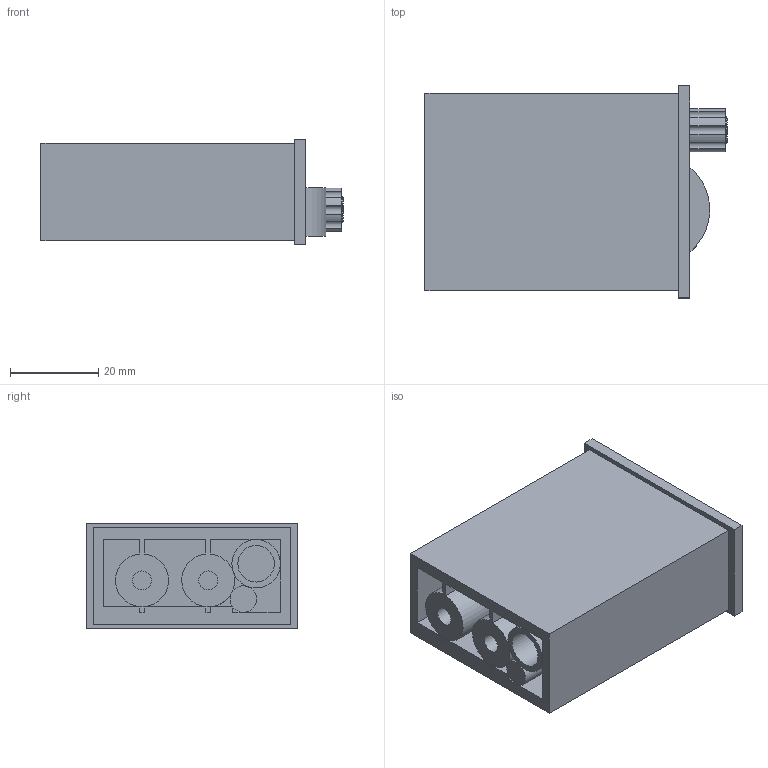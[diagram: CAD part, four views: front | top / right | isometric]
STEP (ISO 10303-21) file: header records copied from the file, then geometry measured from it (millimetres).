
FILE_DESCRIPTION(/* description */ (''),/* implementation_level */ '2;1');
FILE_NAME(/* name */ 'vz_25_310-300-la.stp',/* time_stamp */ '2018-10-08T13:12:14+02:00',/* author */ ('Hamoud'),/* organization */ (''),/* preprocessor_version */ 'ST-DEVELOPER v15.6',/* originating_system */ 'Autodesk Inventor LT ',/* authorisation */ '');
FILE_SCHEMA (('AUTOMOTIVE_DESIGN { 1 0 10303 214 3 1 1 }'));
Length unit declared in the file: millimetre
Products named in the file (1): vz_25_310-300
Bounding box: 68.6 x 48 x 24 mm (x, y, z)
Volume: 56730.7 mm3; surface area: 14139.7 mm2
Topology: 1 solids, 1 shells, 90 faces, 203 edges, 123 vertices
Faces by surface type: plane 53, cylinder 36, cone 1
Full cylindrical faces by diameter (mm): 4.28 x2, 6 x1, 8.26 x1
Entity records: 2503 total; most frequent: DIRECTION 453, ORIENTED_EDGE 416, CARTESIAN_POINT 412, EDGE_CURVE 198, AXIS2_PLACEMENT_3D 164, LINE 125, VECTOR 125, VERTEX_POINT 123
